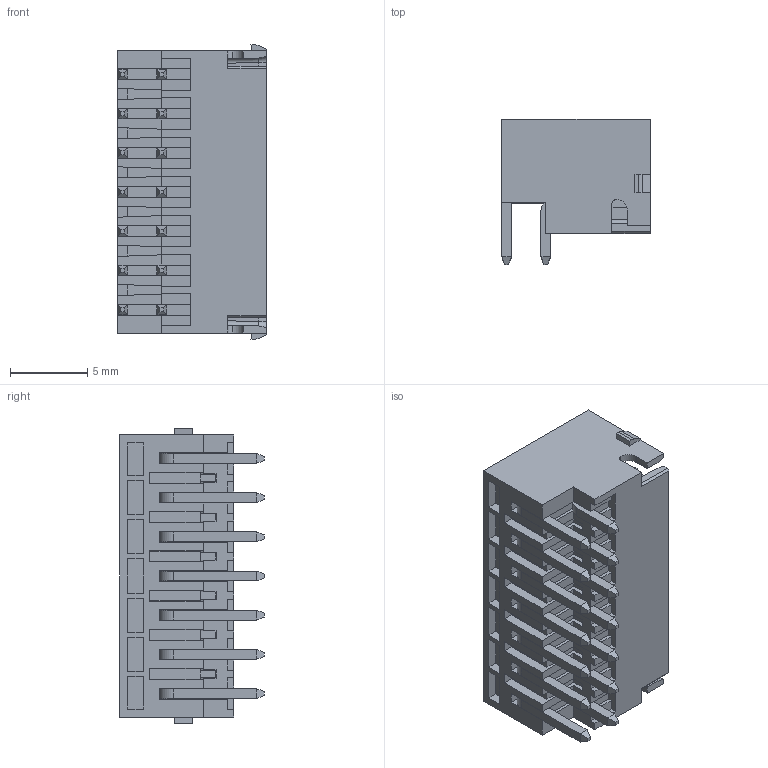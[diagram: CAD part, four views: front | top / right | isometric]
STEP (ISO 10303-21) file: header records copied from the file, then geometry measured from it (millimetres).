
FILE_DESCRIPTION(('SolidDesigner STEP Export'),'2;1');
FILE_NAME('dmc_0.5-7-g-2.54_thr.stp','2015-06-25T 8:13:13',(''),(''),'Creo Elements/Direct Modeling STEP processor for AP214 (Solid Model)','Creo Elements/Direct Modeling 18.1B 29-Sep-2012 (C) Parametric Technology GmbH','');
FILE_SCHEMA(('AUTOMOTIVE_DESIGN { 1 0 10303 214 1 1 1 1 }'));
Length unit declared in the file: millimetre
Products named in the file (2): dmc_0.5-7-g-2.54_thr
Assembly tree (1 placements, depth 2):
  dmc_0.5-7-g-2.54_thr
    dmc_0.5-7-g-2.54_thr
Bounding box: 9.64 x 9.39 x 19.08 mm (x, y, z)
Volume: 845.5 mm3; surface area: 1591.3 mm2
Topology: 1 solids, 1 shells, 779 faces, 1992 edges, 1244 vertices
Faces by surface type: plane 562, bspline 124, cylinder 74, extrusion 19
Entity records: 31836 total; most frequent: CARTESIAN_POINT 11942, ORIENTED_EDGE 3980, DIRECTION 3021, EDGE_CURVE 1990, VECTOR 1609, LINE 1590, VERTEX_POINT 1244, EDGE_LOOP 810
